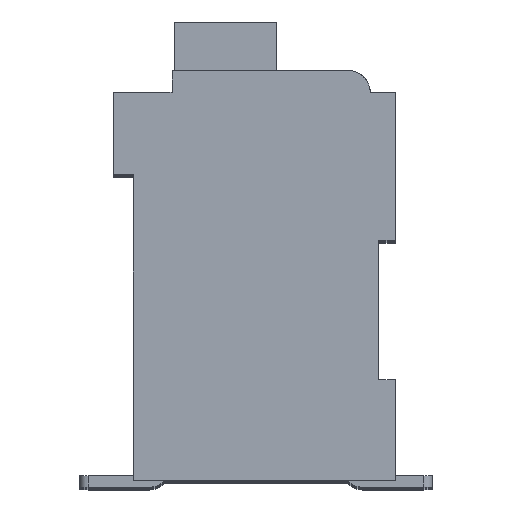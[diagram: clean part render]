
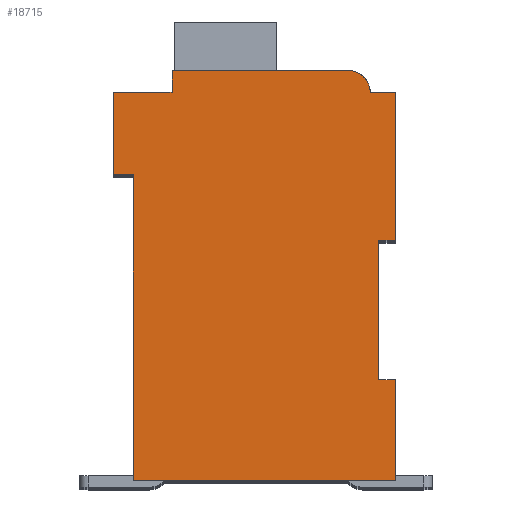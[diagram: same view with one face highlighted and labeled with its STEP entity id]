
A CAD part, top view. The second image highlights one B-rep face of the part: STEP entity #18715.
In plain terms, the highlighted planar face has unit normal (0, 0, 1).
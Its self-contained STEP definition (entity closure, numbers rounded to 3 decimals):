
#3026=DIRECTION('',(1.,0.,0.));
#3027=VECTOR('',#3026,0.5);
#3028=CARTESIAN_POINT('',(7.3,7.15,2.1));
#3029=LINE('',#3028,#3027);
#3030=DIRECTION('',(0.,1.,0.));
#3031=VECTOR('',#3030,4.15);
#3032=CARTESIAN_POINT('',(7.3,3.,2.1));
#3033=LINE('',#3032,#3031);
#3034=DIRECTION('',(-1.,0.,0.));
#3035=VECTOR('',#3034,0.5);
#3036=CARTESIAN_POINT('',(7.8,3.,2.1));
#3037=LINE('',#3036,#3035);
#3038=DIRECTION('',(0.,1.,0.));
#3039=VECTOR('',#3038,3.);
#3040=CARTESIAN_POINT('',(7.8,0.,2.1));
#3041=LINE('',#3040,#3039);
#3042=DIRECTION('',(1.,0.,0.));
#3043=VECTOR('',#3042,7.8);
#3044=CARTESIAN_POINT('',(0.,0.,2.1));
#3045=LINE('',#3044,#3043);
#3046=DIRECTION('',(0.,-1.,0.));
#3047=VECTOR('',#3046,9.1);
#3048=CARTESIAN_POINT('',(0.,9.1,2.1));
#3049=LINE('',#3048,#3047);
#3050=DIRECTION('',(1.,0.,0.));
#3051=VECTOR('',#3050,0.6);
#3052=CARTESIAN_POINT('',(-0.6,9.1,2.1));
#3053=LINE('',#3052,#3051);
#3054=DIRECTION('',(0.,-1.,0.));
#3055=VECTOR('',#3054,2.45);
#3056=CARTESIAN_POINT('',(-0.6,11.55,2.1));
#3057=LINE('',#3056,#3055);
#3058=DIRECTION('',(-1.,0.,0.));
#3059=VECTOR('',#3058,1.75);
#3060=CARTESIAN_POINT('',(1.15,11.55,2.1));
#3061=LINE('',#3060,#3059);
#3062=DIRECTION('',(0.,-1.,0.));
#3063=VECTOR('',#3062,0.65);
#3064=CARTESIAN_POINT('',(1.15,12.2,2.1));
#3065=LINE('',#3064,#3063);
#3066=DIRECTION('',(-1.,0.,0.));
#3067=VECTOR('',#3066,5.25);
#3068=CARTESIAN_POINT('',(6.4,12.2,2.1));
#3069=LINE('',#3068,#3067);
#3070=CARTESIAN_POINT('',(6.4,11.55,2.1));
#3071=DIRECTION('',(0.,0.,1.));
#3072=DIRECTION('',(1.,0.,0.));
#3073=AXIS2_PLACEMENT_3D('',#3070,#3071,#3072);
#3075=DIRECTION('',(-1.,0.,0.));
#3076=VECTOR('',#3075,0.75);
#3077=CARTESIAN_POINT('',(7.8,11.55,2.1));
#3078=LINE('',#3077,#3076);
#3079=DIRECTION('',(0.,1.,0.));
#3080=VECTOR('',#3079,4.4);
#3081=CARTESIAN_POINT('',(7.8,7.15,2.1));
#3082=LINE('',#3081,#3080);
#12275=CARTESIAN_POINT('',(7.3,7.15,2.1));
#12276=CARTESIAN_POINT('',(7.8,7.15,2.1));
#12277=VERTEX_POINT('',#12275);
#12278=VERTEX_POINT('',#12276);
#12279=CARTESIAN_POINT('',(7.8,11.55,2.1));
#12280=VERTEX_POINT('',#12279);
#12281=CARTESIAN_POINT('',(7.05,11.55,2.1));
#12282=VERTEX_POINT('',#12281);
#12283=CARTESIAN_POINT('',(6.4,12.2,2.1));
#12284=VERTEX_POINT('',#12283);
#12285=CARTESIAN_POINT('',(1.15,12.2,2.1));
#12286=VERTEX_POINT('',#12285);
#12287=CARTESIAN_POINT('',(1.15,11.55,2.1));
#12288=VERTEX_POINT('',#12287);
#12289=CARTESIAN_POINT('',(-0.6,11.55,2.1));
#12290=VERTEX_POINT('',#12289);
#12291=CARTESIAN_POINT('',(-0.6,9.1,2.1));
#12292=VERTEX_POINT('',#12291);
#12293=CARTESIAN_POINT('',(0.,9.1,2.1));
#12294=VERTEX_POINT('',#12293);
#12295=CARTESIAN_POINT('',(0.,0.,2.1));
#12296=VERTEX_POINT('',#12295);
#12297=CARTESIAN_POINT('',(7.8,0.,2.1));
#12298=VERTEX_POINT('',#12297);
#12299=CARTESIAN_POINT('',(7.8,3.,2.1));
#12300=VERTEX_POINT('',#12299);
#12301=CARTESIAN_POINT('',(7.3,3.,2.1));
#12302=VERTEX_POINT('',#12301);
#18691=CARTESIAN_POINT('',(0.,0.,2.1));
#18692=DIRECTION('',(0.,0.,1.));
#18693=DIRECTION('',(1.,0.,0.));
#18694=AXIS2_PLACEMENT_3D('',#18691,#18692,#18693);
#18695=PLANE('',#18694);
#18696=ORIENTED_EDGE('',*,*,#16092,.F.);
#18697=ORIENTED_EDGE('',*,*,#16714,.F.);
#18699=ORIENTED_EDGE('',*,*,#18698,.F.);
#18701=ORIENTED_EDGE('',*,*,#18700,.F.);
#18703=ORIENTED_EDGE('',*,*,#18702,.F.);
#18704=ORIENTED_EDGE('',*,*,#16936,.F.);
#18705=ORIENTED_EDGE('',*,*,#17064,.F.);
#18706=ORIENTED_EDGE('',*,*,#17293,.F.);
#18707=ORIENTED_EDGE('',*,*,#17527,.F.);
#18708=ORIENTED_EDGE('',*,*,#17596,.F.);
#18709=ORIENTED_EDGE('',*,*,#17953,.F.);
#18710=ORIENTED_EDGE('',*,*,#18479,.F.);
#18711=ORIENTED_EDGE('',*,*,#18351,.F.);
#18712=ORIENTED_EDGE('',*,*,#16430,.F.);
#18713=EDGE_LOOP('',(#18696,#18697,#18699,#18701,#18703,#18704,#18705,#18706,
#18707,#18708,#18709,#18710,#18711,#18712));
#18714=FACE_OUTER_BOUND('',#18713,.F.);
#3074=CIRCLE('',#3073,0.65);
#16092=EDGE_CURVE('',#12277,#12278,#3029,.T.);
#16430=EDGE_CURVE('',#12278,#12280,#3082,.T.);
#16714=EDGE_CURVE('',#12302,#12277,#3033,.T.);
#16936=EDGE_CURVE('',#12294,#12296,#3049,.T.);
#17064=EDGE_CURVE('',#12292,#12294,#3053,.T.);
#17293=EDGE_CURVE('',#12290,#12292,#3057,.T.);
#17527=EDGE_CURVE('',#12288,#12290,#3061,.T.);
#17596=EDGE_CURVE('',#12286,#12288,#3065,.T.);
#17953=EDGE_CURVE('',#12284,#12286,#3069,.T.);
#18351=EDGE_CURVE('',#12280,#12282,#3078,.T.);
#18479=EDGE_CURVE('',#12282,#12284,#3074,.T.);
#18698=EDGE_CURVE('',#12300,#12302,#3037,.T.);
#18700=EDGE_CURVE('',#12298,#12300,#3041,.T.);
#18702=EDGE_CURVE('',#12296,#12298,#3045,.T.);
#18715=ADVANCED_FACE('',(#18714),#18695,.T.);
